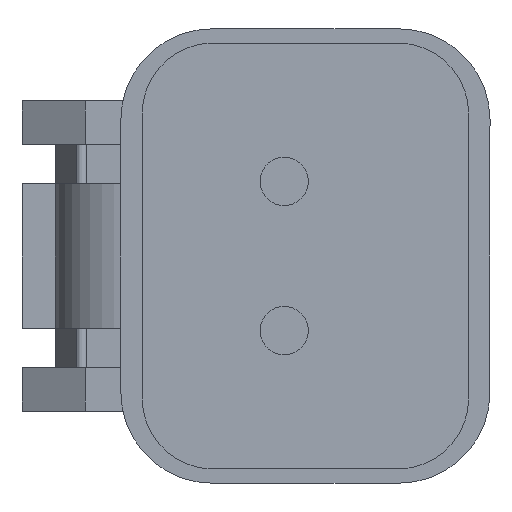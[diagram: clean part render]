
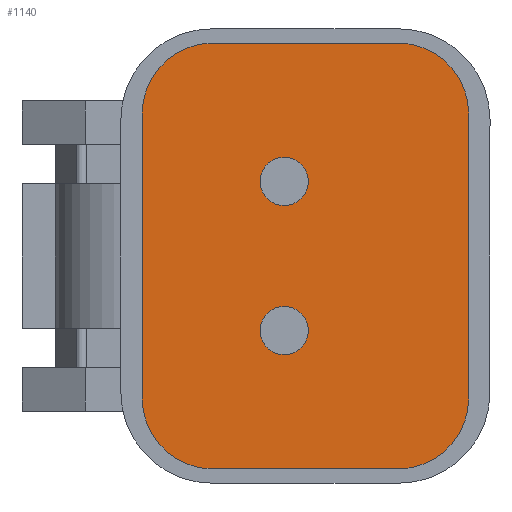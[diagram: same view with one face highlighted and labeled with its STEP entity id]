
A CAD part, left-side view. The second image highlights one B-rep face of the part: STEP entity #1140.
In plain terms, the highlighted face is planar.
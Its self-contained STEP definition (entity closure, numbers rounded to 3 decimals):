
#10=CARTESIAN_POINT('',(0.,-1.003,1.3));
#20=DIRECTION('',(0.,0.,1.));
#30=DIRECTION('',(1.,0.,0.));
#40=AXIS2_PLACEMENT_3D('',#10,#20,#30);
#50=PLANE('',#40);
#60=CARTESIAN_POINT('',(-2.625,-0.253,1.3));
#70=DIRECTION('',(0.,0.,-1.));
#80=DIRECTION('',(0.,1.,0.));
#90=AXIS2_PLACEMENT_3D('',#60,#70,#80);
#100=CIRCLE('',#90,0.85);
#110=CARTESIAN_POINT('',(-2.625,-1.103,1.3));
#120=VERTEX_POINT('',#110);
#130=CARTESIAN_POINT('',(-2.625,0.597,1.3));
#140=VERTEX_POINT('',#130);
#150=EDGE_CURVE('',#120,#140,#100,.T.);
#160=ORIENTED_EDGE('',*,*,#150,.T.);
#170=CARTESIAN_POINT('',(-1.775,-0.253,1.3));
#180=VERTEX_POINT('',#170);
#190=EDGE_CURVE('',#180,#120,#100,.T.);
#200=ORIENTED_EDGE('',*,*,#190,.T.);
#210=EDGE_CURVE('',#140,#180,#100,.T.);
#220=ORIENTED_EDGE('',*,*,#210,.T.);
#230=EDGE_LOOP('',(#220,#200,#160));
#240=FACE_BOUND('',#230,.T.);
#250=CARTESIAN_POINT('',(2.625,-0.253,1.3));
#260=DIRECTION('',(0.,0.,-1.));
#270=DIRECTION('',(0.,1.,0.));
#280=AXIS2_PLACEMENT_3D('',#250,#260,#270);
#290=CIRCLE('',#280,0.85);
#300=CARTESIAN_POINT('',(2.625,-1.103,1.3));
#310=VERTEX_POINT('',#300);
#320=CARTESIAN_POINT('',(2.625,0.597,1.3));
#330=VERTEX_POINT('',#320);
#340=EDGE_CURVE('',#310,#330,#290,.T.);
#350=ORIENTED_EDGE('',*,*,#340,.T.);
#360=CARTESIAN_POINT('',(3.475,-0.253,1.3));
#370=VERTEX_POINT('',#360);
#380=EDGE_CURVE('',#370,#310,#290,.T.);
#390=ORIENTED_EDGE('',*,*,#380,.T.);
#400=EDGE_CURVE('',#330,#370,#290,.T.);
#410=ORIENTED_EDGE('',*,*,#400,.T.);
#420=EDGE_LOOP('',(#410,#390,#350));
#430=FACE_BOUND('',#420,.T.);
#440=CARTESIAN_POINT('',(-7.5,-1.003,1.3));
#450=DIRECTION('',(0.,1.,0.));
#460=VECTOR('',#450,1.);
#470=LINE('',#440,#460);
#480=CARTESIAN_POINT('',(-7.5,-4.253,1.3));
#490=VERTEX_POINT('',#480);
#500=CARTESIAN_POINT('',(-7.5,2.247,1.3));
#510=VERTEX_POINT('',#500);
#520=EDGE_CURVE('',#490,#510,#470,.T.);
#530=ORIENTED_EDGE('',*,*,#520,.F.);
#540=CARTESIAN_POINT('',(-5.,2.247,1.3));
#550=DIRECTION('',(0.,0.,-1.));
#560=DIRECTION('',(-1.,0.,0.));
#570=AXIS2_PLACEMENT_3D('',#540,#550,#560);
#580=CIRCLE('',#570,2.5);
#590=CARTESIAN_POINT('',(-5.,4.747,1.3));
#600=VERTEX_POINT('',#590);
#610=EDGE_CURVE('',#510,#600,#580,.T.);
#620=ORIENTED_EDGE('',*,*,#610,.F.);
#630=CARTESIAN_POINT('',(0.,4.747,1.3));
#640=DIRECTION('',(1.,0.,0.));
#650=VECTOR('',#640,1.);
#660=LINE('',#630,#650);
#670=CARTESIAN_POINT('',(5.,4.747,1.3));
#680=VERTEX_POINT('',#670);
#690=EDGE_CURVE('',#600,#680,#660,.T.);
#700=ORIENTED_EDGE('',*,*,#690,.F.);
#710=CARTESIAN_POINT('',(5.,2.247,1.3));
#720=DIRECTION('',(0.,0.,-1.));
#730=DIRECTION('',(-1.,0.,0.));
#740=AXIS2_PLACEMENT_3D('',#710,#720,#730);
#750=CIRCLE('',#740,2.5);
#760=CARTESIAN_POINT('',(7.5,2.247,1.3));
#770=VERTEX_POINT('',#760);
#780=EDGE_CURVE('',#680,#770,#750,.T.);
#790=ORIENTED_EDGE('',*,*,#780,.F.);
#800=CARTESIAN_POINT('',(7.5,-1.003,1.3));
#810=DIRECTION('',(0.,-1.,0.));
#820=VECTOR('',#810,1.);
#830=LINE('',#800,#820);
#840=CARTESIAN_POINT('',(7.5,-4.253,1.3));
#850=VERTEX_POINT('',#840);
#860=EDGE_CURVE('',#770,#850,#830,.T.);
#870=ORIENTED_EDGE('',*,*,#860,.F.);
#880=CARTESIAN_POINT('',(5.,-4.253,1.3));
#890=DIRECTION('',(0.,0.,-1.));
#900=DIRECTION('',(-1.,0.,0.));
#910=AXIS2_PLACEMENT_3D('',#880,#890,#900);
#920=CIRCLE('',#910,2.5);
#930=CARTESIAN_POINT('',(5.,-6.753,1.3));
#940=VERTEX_POINT('',#930);
#950=EDGE_CURVE('',#850,#940,#920,.T.);
#960=ORIENTED_EDGE('',*,*,#950,.F.);
#970=CARTESIAN_POINT('',(0.,-6.753,1.3));
#980=DIRECTION('',(-1.,0.,0.));
#990=VECTOR('',#980,1.);
#1000=LINE('',#970,#990);
#1010=CARTESIAN_POINT('',(-5.,-6.753,1.3));
#1020=VERTEX_POINT('',#1010);
#1030=EDGE_CURVE('',#940,#1020,#1000,.T.);
#1040=ORIENTED_EDGE('',*,*,#1030,.F.);
#1050=CARTESIAN_POINT('',(-5.,-4.253,1.3));
#1060=DIRECTION('',(0.,0.,-1.));
#1070=DIRECTION('',(-1.,0.,0.));
#1080=AXIS2_PLACEMENT_3D('',#1050,#1060,#1070);
#1090=CIRCLE('',#1080,2.5);
#1100=EDGE_CURVE('',#1020,#490,#1090,.T.);
#1110=ORIENTED_EDGE('',*,*,#1100,.F.);
#1120=EDGE_LOOP('',(#1110,#1040,#960,#870,#790,#700,#620,#530));
#1130=FACE_OUTER_BOUND('',#1120,.T.);
#1140=ADVANCED_FACE('',(#240,#430,#1130),#50,.T.);
